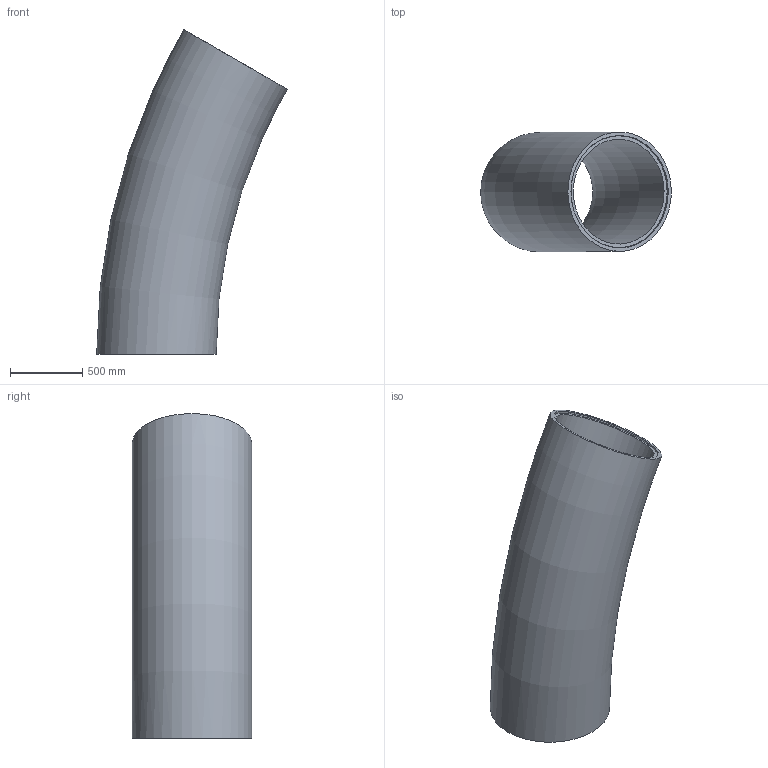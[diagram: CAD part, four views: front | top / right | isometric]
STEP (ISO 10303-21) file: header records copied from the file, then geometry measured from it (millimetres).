
FILE_DESCRIPTION(/* description */ ('28 1/2" ID x 2" WALL x 30° HCWI ELBOW - FEMALE, ASTM A532 CLASS III TYPE A, PF# 470283'),/* implementation_level */ '2;1');
FILE_NAME(/* name */ 'A1-19027-100-05 HCWI elbow - female - 2-21-20.stp',/* time_stamp */ '2020-02-21T11:13:34-07:00',/* author */ ('Graeme_Van_Dongen'),/* organization */ (''),/* preprocessor_version */ 'ST-DEVELOPER v16.5',/* originating_system */ 'Autodesk Inventor 2017',/* authorisation */ '');
FILE_SCHEMA (('AUTOMOTIVE_DESIGN { 1 0 10303 214 3 1 1 }'));
Length unit declared in the file: inch
Products named in the file (1): A1-19027-100-05 HCWI elbow - female
Bounding box: 1317.65 x 825.5 x 2243.87 mm (x, y, z)
Volume: 262657041.7 mm3; surface area: 10639034.7 mm2
Topology: 1 solids, 1 shells, 12 faces, 21 edges, 13 vertices
Faces by surface type: plane 4, torus 4, cone 2, cylinder 2
Full cylindrical faces by diameter (mm): 774.7 x2
Entity records: 658 total; most frequent: CARTESIAN_POINT 424, DIRECTION 44, EDGE_LOOP 24, ORIENTED_EDGE 24, AXIS2_PLACEMENT_3D 22, FACE_BOUND 12, FACE_OUTER_BOUND 12, VERTEX_POINT 12
